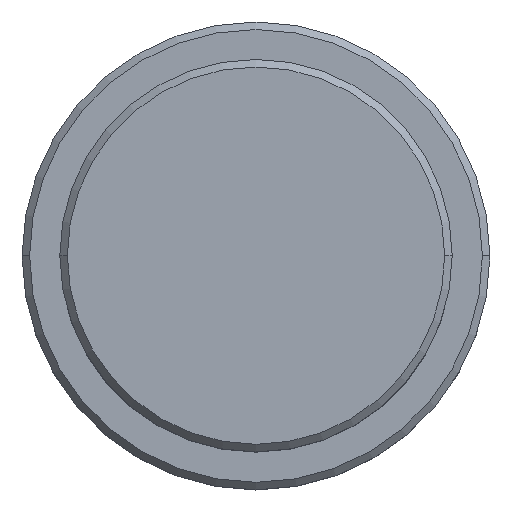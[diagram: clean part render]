
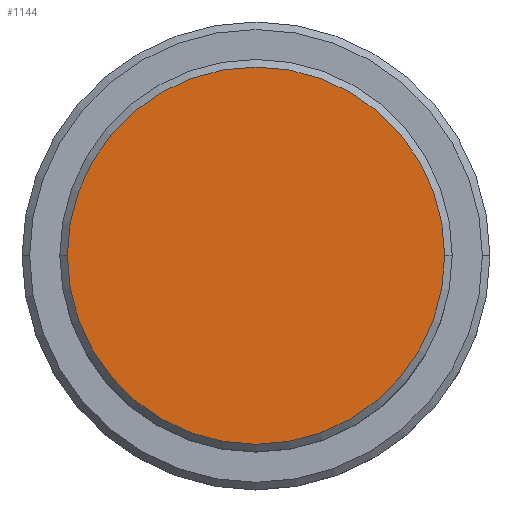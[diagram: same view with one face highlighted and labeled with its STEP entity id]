
A CAD part, top view. The second image highlights one B-rep face of the part: STEP entity #1144.
In plain terms, the highlighted planar face has unit normal (0, 0, 1).
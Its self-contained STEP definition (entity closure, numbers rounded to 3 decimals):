
#19 = EDGE_CURVE ( 'NONE', #487, #362, #1165, .T. ) ;
#58 = AXIS2_PLACEMENT_3D ( 'NONE', #157, #820, #705 ) ;
#117 = ORIENTED_EDGE ( 'NONE', *, *, #1221, .T. ) ;
#157 = CARTESIAN_POINT ( 'NONE',  ( 0., 0., 0. ) ) ;
#245 = CARTESIAN_POINT ( 'NONE',  ( -12.5, 0., 0. ) ) ;
#265 = PLANE ( 'NONE',  #58 ) ;
#357 = DIRECTION ( 'NONE',  ( 0., 0., 1. ) ) ;
#362 = VERTEX_POINT ( 'NONE', #658 ) ;
#487 = VERTEX_POINT ( 'NONE', #245 ) ;
#568 = DIRECTION ( 'NONE',  ( 1., 0., 0. ) ) ;
#637 = EDGE_LOOP ( 'NONE', ( #1134, #117 ) ) ;
#658 = CARTESIAN_POINT ( 'NONE',  ( 12.5, 0., 0. ) ) ;
#705 = DIRECTION ( 'NONE',  ( 1., 0., 0. ) ) ;
#713 = FACE_OUTER_BOUND ( 'NONE', #637, .T. ) ;
#820 = DIRECTION ( 'NONE',  ( 0., 0., 1. ) ) ;
#917 = CARTESIAN_POINT ( 'NONE',  ( 0., 0., 0. ) ) ;
#1010 = CIRCLE ( 'NONE', #1193, 12.5 ) ;
#1063 = DIRECTION ( 'NONE',  ( 1., 0., 0. ) ) ;
#1134 = ORIENTED_EDGE ( 'NONE', *, *, #19, .T. ) ;
#1144 = ADVANCED_FACE ( 'NONE', ( #713 ), #265, .T. ) ;
#1165 = CIRCLE ( 'NONE', #1371, 12.5 ) ;
#1193 = AXIS2_PLACEMENT_3D ( 'NONE', #1281, #1399, #1063 ) ;
#1221 = EDGE_CURVE ( 'NONE', #362, #487, #1010, .T. ) ;
#1281 = CARTESIAN_POINT ( 'NONE',  ( 0., 0., 0. ) ) ;
#1371 = AXIS2_PLACEMENT_3D ( 'NONE', #917, #357, #568 ) ;
#1399 = DIRECTION ( 'NONE',  ( 0., 0., 1. ) ) ;
